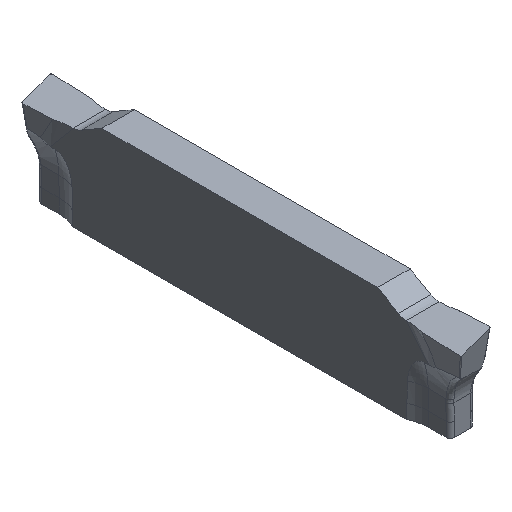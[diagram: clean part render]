
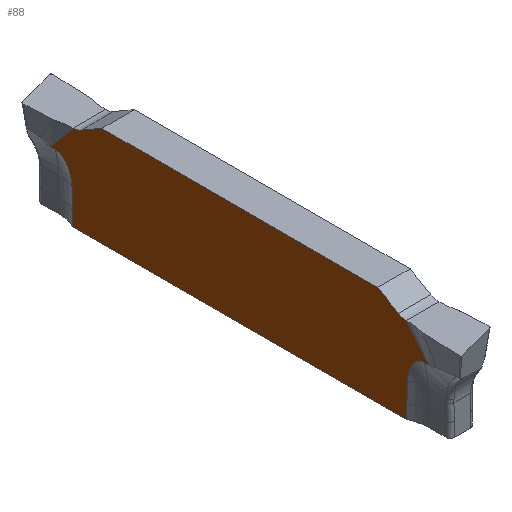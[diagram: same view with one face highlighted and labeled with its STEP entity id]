
A CAD part, isometric view. The second image highlights one B-rep face of the part: STEP entity #88.
In plain terms, the highlighted planar face has unit normal (-1, 0, 0).
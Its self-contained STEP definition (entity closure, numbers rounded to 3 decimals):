
#88=ADVANCED_FACE('',(#180),#156,.T.);
#156=PLANE('',#1427);
#180=FACE_OUTER_BOUND('',#248,.T.);
#248=EDGE_LOOP('',(#319,#320,#321,#322,#323,#324,#325,#326,#327,#328,#329,
#330,#331,#332,#333,#334));
#319=ORIENTED_EDGE('',*,*,#787,.F.);
#320=ORIENTED_EDGE('',*,*,#788,.T.);
#321=ORIENTED_EDGE('',*,*,#789,.F.);
#322=ORIENTED_EDGE('',*,*,#790,.T.);
#323=ORIENTED_EDGE('',*,*,#791,.T.);
#324=ORIENTED_EDGE('',*,*,#792,.T.);
#325=ORIENTED_EDGE('',*,*,#793,.T.);
#326=ORIENTED_EDGE('',*,*,#786,.F.);
#327=ORIENTED_EDGE('',*,*,#794,.T.);
#328=ORIENTED_EDGE('',*,*,#795,.F.);
#329=ORIENTED_EDGE('',*,*,#796,.F.);
#330=ORIENTED_EDGE('',*,*,#797,.T.);
#331=ORIENTED_EDGE('',*,*,#798,.F.);
#332=ORIENTED_EDGE('',*,*,#799,.F.);
#333=ORIENTED_EDGE('',*,*,#800,.F.);
#334=ORIENTED_EDGE('',*,*,#801,.T.);
#672=VERTEX_POINT('',#1896);
#674=VERTEX_POINT('',#1900);
#675=VERTEX_POINT('',#1904);
#676=VERTEX_POINT('',#1905);
#677=VERTEX_POINT('',#1910);
#678=VERTEX_POINT('',#1925);
#679=VERTEX_POINT('',#1927);
#680=VERTEX_POINT('',#1929);
#681=VERTEX_POINT('',#1931);
#682=VERTEX_POINT('',#1934);
#683=VERTEX_POINT('',#1936);
#684=VERTEX_POINT('',#1938);
#685=VERTEX_POINT('',#1940);
#686=VERTEX_POINT('',#1955);
#687=VERTEX_POINT('',#1960);
#688=VERTEX_POINT('',#1962);
#786=EDGE_CURVE('',#674,#672,#1167,.T.);
#787=EDGE_CURVE('',#675,#676,#1168,.T.);
#788=EDGE_CURVE('',#675,#677,#973,.T.);
#789=EDGE_CURVE('',#678,#677,#974,.T.);
#790=EDGE_CURVE('',#678,#679,#1169,.T.);
#791=EDGE_CURVE('',#679,#680,#1170,.T.);
#792=EDGE_CURVE('',#680,#681,#1043,.T.);
#793=EDGE_CURVE('',#681,#672,#1171,.T.);
#794=EDGE_CURVE('',#674,#682,#1172,.T.);
#795=EDGE_CURVE('',#683,#682,#1044,.T.);
#796=EDGE_CURVE('',#684,#683,#1173,.T.);
#797=EDGE_CURVE('',#684,#685,#1174,.T.);
#798=EDGE_CURVE('',#686,#685,#975,.T.);
#799=EDGE_CURVE('',#687,#686,#976,.T.);
#800=EDGE_CURVE('',#688,#687,#1175,.T.);
#801=EDGE_CURVE('',#688,#676,#1176,.T.);
#973=B_SPLINE_CURVE_WITH_KNOTS('',3,(#1906,#1907,#1908,#1909),
 .UNSPECIFIED.,.F.,.F.,(4,4),(0.,1.),.UNSPECIFIED.);
#974=B_SPLINE_CURVE_WITH_KNOTS('',3,(#1911,#1912,#1913,#1914,#1915,#1916,
#1917,#1918,#1919,#1920,#1921,#1922,#1923,#1924),.UNSPECIFIED.,.F.,.F.,
(4,1,1,1,1,1,1,1,1,1,1,4),(0.,0.091,0.182,0.273,
0.364,0.455,0.545,0.636,0.727,
0.818,0.909,1.),.UNSPECIFIED.);
#975=B_SPLINE_CURVE_WITH_KNOTS('',3,(#1941,#1942,#1943,#1944,#1945,#1946,
#1947,#1948,#1949,#1950,#1951,#1952,#1953,#1954),.UNSPECIFIED.,.F.,.F.,
(4,1,1,1,1,1,1,1,1,1,1,4),(0.,0.091,0.182,0.273,
0.364,0.455,0.545,0.636,0.727,
0.818,0.909,1.),.UNSPECIFIED.);
#976=B_SPLINE_CURVE_WITH_KNOTS('',3,(#1956,#1957,#1958,#1959),
 .UNSPECIFIED.,.F.,.F.,(4,4),(0.,1.),.UNSPECIFIED.);
#1043=CIRCLE('',#1425,0.8);
#1044=CIRCLE('',#1426,0.8);
#1167=LINE('',#1901,#1259);
#1168=LINE('',#1903,#1260);
#1169=LINE('',#1926,#1261);
#1170=LINE('',#1928,#1262);
#1171=LINE('',#1932,#1263);
#1172=LINE('',#1933,#1264);
#1173=LINE('',#1937,#1265);
#1174=LINE('',#1939,#1266);
#1175=LINE('',#1961,#1267);
#1176=LINE('',#1963,#1268);
#1259=VECTOR('',#1547,1.);
#1260=VECTOR('',#1550,1.);
#1261=VECTOR('',#1551,1.);
#1262=VECTOR('',#1552,1.);
#1263=VECTOR('',#1555,1.);
#1264=VECTOR('',#1556,1.);
#1265=VECTOR('',#1559,1.);
#1266=VECTOR('',#1560,1.);
#1267=VECTOR('',#1561,1.);
#1268=VECTOR('',#1562,1.);
#1425=AXIS2_PLACEMENT_3D('',#1930,#1553,#1554);
#1426=AXIS2_PLACEMENT_3D('',#1935,#1557,#1558);
#1427=AXIS2_PLACEMENT_3D('',#1964,#1563,#1564);
#1547=DIRECTION('',(0.,-1.,0.));
#1550=DIRECTION('',(0.,0.,-1.));
#1551=DIRECTION('',(0.,-1.,0.));
#1552=DIRECTION('',(0.,0.643,0.766));
#1553=DIRECTION('',(1.,0.,0.));
#1554=DIRECTION('',(0.,0.035,-0.999));
#1555=DIRECTION('',(0.,0.866,0.5));
#1556=DIRECTION('',(0.,0.866,-0.5));
#1557=DIRECTION('',(-1.,0.,0.));
#1558=DIRECTION('',(0.,-0.035,-0.999));
#1559=DIRECTION('',(0.,-0.643,0.766));
#1560=DIRECTION('',(0.,-1.,0.));
#1561=DIRECTION('',(0.,0.,1.));
#1562=DIRECTION('',(0.,-1.,0.));
#1563=DIRECTION('',(-1.,0.,0.));
#1564=DIRECTION('',(0.,1.,0.));
#1896=CARTESIAN_POINT('',(-0.8,3.69,0.7));
#1900=CARTESIAN_POINT('',(-0.8,17.318,0.7));
#1901=CARTESIAN_POINT('',(-0.8,17.318,0.7));
#1903=CARTESIAN_POINT('',(-0.8,2.249,-3.532));
#1904=CARTESIAN_POINT('',(-0.8,2.249,-3.532));
#1905=CARTESIAN_POINT('',(-0.8,2.249,-4.23));
#1906=CARTESIAN_POINT('',(-0.8,2.249,-3.532));
#1907=CARTESIAN_POINT('',(-0.8,2.237,-3.206));
#1908=CARTESIAN_POINT('',(-0.8,2.225,-2.88));
#1909=CARTESIAN_POINT('',(-0.8,2.213,-2.555));
#1910=CARTESIAN_POINT('',(-0.8,2.213,-2.555));
#1911=CARTESIAN_POINT('',(-0.8,1.377,-1.358));
#1912=CARTESIAN_POINT('',(-0.8,1.415,-1.358));
#1913=CARTESIAN_POINT('',(-0.8,1.488,-1.365));
#1914=CARTESIAN_POINT('',(-0.8,1.598,-1.398));
#1915=CARTESIAN_POINT('',(-0.8,1.701,-1.451));
#1916=CARTESIAN_POINT('',(-0.8,1.796,-1.521));
#1917=CARTESIAN_POINT('',(-0.8,1.882,-1.606));
#1918=CARTESIAN_POINT('',(-0.8,1.962,-1.708));
#1919=CARTESIAN_POINT('',(-0.8,2.038,-1.835));
#1920=CARTESIAN_POINT('',(-0.8,2.106,-1.988));
#1921=CARTESIAN_POINT('',(-0.8,2.161,-2.162));
#1922=CARTESIAN_POINT('',(-0.8,2.198,-2.353));
#1923=CARTESIAN_POINT('',(-0.8,2.21,-2.486));
#1924=CARTESIAN_POINT('',(-0.8,2.213,-2.555));
#1925=CARTESIAN_POINT('',(-0.8,1.377,-1.358));
#1926=CARTESIAN_POINT('',(-0.8,1.377,-1.358));
#1927=CARTESIAN_POINT('',(-0.8,1.151,-1.358));
#1928=CARTESIAN_POINT('',(-0.8,1.151,-1.358));
#1929=CARTESIAN_POINT('',(-0.8,2.291,0.));
#1930=CARTESIAN_POINT('',(-0.8,2.263,0.8));
#1931=CARTESIAN_POINT('',(-0.8,2.663,0.107));
#1932=CARTESIAN_POINT('',(-0.8,2.663,0.107));
#1933=CARTESIAN_POINT('',(-0.8,17.318,0.7));
#1934=CARTESIAN_POINT('',(-0.8,18.344,0.107));
#1935=CARTESIAN_POINT('',(-0.8,18.744,0.8));
#1936=CARTESIAN_POINT('',(-0.8,18.716,0.));
#1937=CARTESIAN_POINT('',(-0.8,19.856,-1.358));
#1938=CARTESIAN_POINT('',(-0.8,19.856,-1.358));
#1939=CARTESIAN_POINT('',(-0.8,19.856,-1.358));
#1940=CARTESIAN_POINT('',(-0.8,19.63,-1.358));
#1941=CARTESIAN_POINT('',(-0.8,18.794,-2.555));
#1942=CARTESIAN_POINT('',(-0.8,18.797,-2.486));
#1943=CARTESIAN_POINT('',(-0.8,18.809,-2.354));
#1944=CARTESIAN_POINT('',(-0.8,18.846,-2.163));
#1945=CARTESIAN_POINT('',(-0.8,18.9,-1.99));
#1946=CARTESIAN_POINT('',(-0.8,18.969,-1.836));
#1947=CARTESIAN_POINT('',(-0.8,19.045,-1.709));
#1948=CARTESIAN_POINT('',(-0.8,19.125,-1.606));
#1949=CARTESIAN_POINT('',(-0.8,19.211,-1.521));
#1950=CARTESIAN_POINT('',(-0.8,19.307,-1.45));
#1951=CARTESIAN_POINT('',(-0.8,19.409,-1.398));
#1952=CARTESIAN_POINT('',(-0.8,19.519,-1.365));
#1953=CARTESIAN_POINT('',(-0.8,19.593,-1.358));
#1954=CARTESIAN_POINT('',(-0.8,19.63,-1.358));
#1955=CARTESIAN_POINT('',(-0.8,18.794,-2.555));
#1956=CARTESIAN_POINT('',(-0.8,18.758,-3.532));
#1957=CARTESIAN_POINT('',(-0.8,18.77,-3.206));
#1958=CARTESIAN_POINT('',(-0.8,18.782,-2.88));
#1959=CARTESIAN_POINT('',(-0.8,18.794,-2.555));
#1960=CARTESIAN_POINT('',(-0.8,18.758,-3.532));
#1961=CARTESIAN_POINT('',(-0.8,18.758,-4.23));
#1962=CARTESIAN_POINT('',(-0.8,18.758,-4.23));
#1963=CARTESIAN_POINT('',(-0.8,18.758,-4.23));
#1964=CARTESIAN_POINT('',(-0.8,9.977,0.7));
